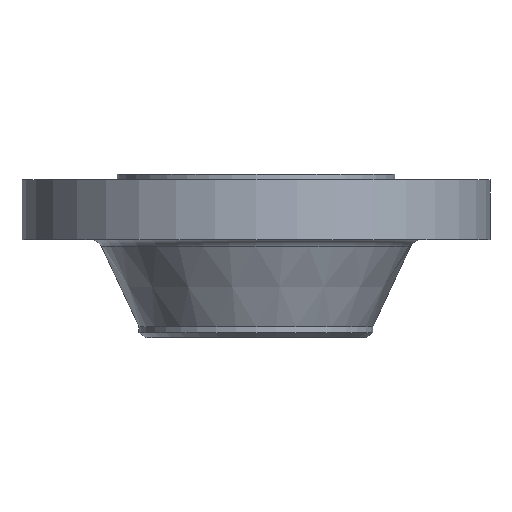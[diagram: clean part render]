
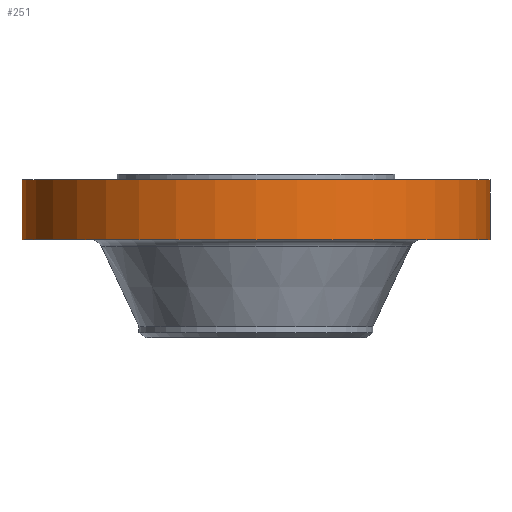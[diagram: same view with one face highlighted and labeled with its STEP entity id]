
A CAD part, front view. The second image highlights one B-rep face of the part: STEP entity #251.
In plain terms, the highlighted cylindrical face has radius 273.05 mm (diameter 546.1 mm), a partial arc.
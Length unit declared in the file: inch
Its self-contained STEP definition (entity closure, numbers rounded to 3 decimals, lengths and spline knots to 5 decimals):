
#4 = DIRECTION ( 'NONE',  ( 0., 0., 1. ) ) ;
#46 = FACE_OUTER_BOUND ( 'NONE', #538, .T. ) ;
#73 = CARTESIAN_POINT ( 'NONE',  ( 10.75, 0., -3. ) ) ;
#116 = AXIS2_PLACEMENT_3D ( 'NONE', #1245, #864, #979 ) ;
#125 = EDGE_CURVE ( 'NONE', #584, #701, #803, .T. ) ;
#169 = CYLINDRICAL_SURFACE ( 'NONE', #116, 10.75 ) ;
#251 = ADVANCED_FACE ( 'NONE', ( #46 ), #169, .T. ) ;
#263 = CIRCLE ( 'NONE', #1457, 10.75 ) ;
#267 = ORIENTED_EDGE ( 'NONE', *, *, #125, .T. ) ;
#273 = CARTESIAN_POINT ( 'NONE',  ( -10.75, 0., 0. ) ) ;
#423 = VERTEX_POINT ( 'NONE', #754 ) ;
#506 = EDGE_CURVE ( 'NONE', #701, #423, #1309, .T. ) ;
#533 = CARTESIAN_POINT ( 'NONE',  ( -10.75, 0., -3. ) ) ;
#538 = EDGE_LOOP ( 'NONE', ( #1085, #267, #625, #1077 ) ) ;
#584 = VERTEX_POINT ( 'NONE', #533 ) ;
#625 = ORIENTED_EDGE ( 'NONE', *, *, #506, .T. ) ;
#646 = DIRECTION ( 'NONE',  ( 1., 0., 0. ) ) ;
#701 = VERTEX_POINT ( 'NONE', #73 ) ;
#754 = CARTESIAN_POINT ( 'NONE',  ( 10.75, 0., -0.25 ) ) ;
#803 = CIRCLE ( 'NONE', #1481, 10.75 ) ;
#864 = DIRECTION ( 'NONE',  ( 0., 0., 1. ) ) ;
#896 = VECTOR ( 'NONE', #1497, 39.37008 ) ;
#899 = CARTESIAN_POINT ( 'NONE',  ( 10.75, 0., 0. ) ) ;
#970 = EDGE_CURVE ( 'NONE', #1295, #423, #263, .T. ) ;
#974 = DIRECTION ( 'NONE',  ( 1., 0., 0. ) ) ;
#979 = DIRECTION ( 'NONE',  ( 1., 0., 0. ) ) ;
#1061 = DIRECTION ( 'NONE',  ( 0., 0., 1. ) ) ;
#1077 = ORIENTED_EDGE ( 'NONE', *, *, #970, .F. ) ;
#1082 = LINE ( 'NONE', #273, #896 ) ;
#1085 = ORIENTED_EDGE ( 'NONE', *, *, #1583, .F. ) ;
#1245 = CARTESIAN_POINT ( 'NONE',  ( 0., 0., 0. ) ) ;
#1270 = CARTESIAN_POINT ( 'NONE',  ( -10.75, 0., -0.25 ) ) ;
#1295 = VERTEX_POINT ( 'NONE', #1270 ) ;
#1309 = LINE ( 'NONE', #899, #1423 ) ;
#1325 = CARTESIAN_POINT ( 'NONE',  ( 0., 0., -0.25 ) ) ;
#1423 = VECTOR ( 'NONE', #1436, 39.37008 ) ;
#1436 = DIRECTION ( 'NONE',  ( 0., 0., 1. ) ) ;
#1457 = AXIS2_PLACEMENT_3D ( 'NONE', #1325, #1061, #646 ) ;
#1481 = AXIS2_PLACEMENT_3D ( 'NONE', #1645, #4, #974 ) ;
#1497 = DIRECTION ( 'NONE',  ( 0., 0., 1. ) ) ;
#1583 = EDGE_CURVE ( 'NONE', #584, #1295, #1082, .T. ) ;
#1645 = CARTESIAN_POINT ( 'NONE',  ( 0., 0., -3. ) ) ;
